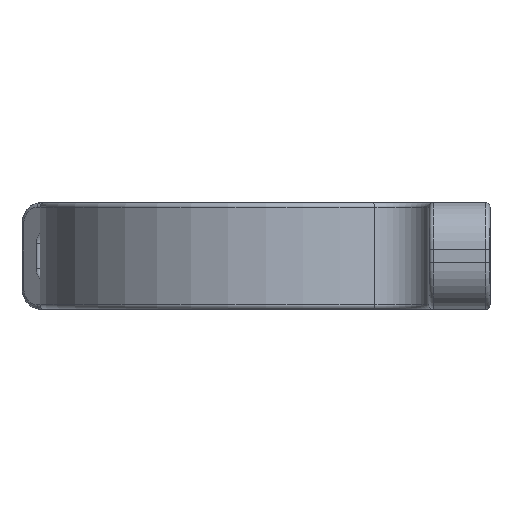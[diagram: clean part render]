
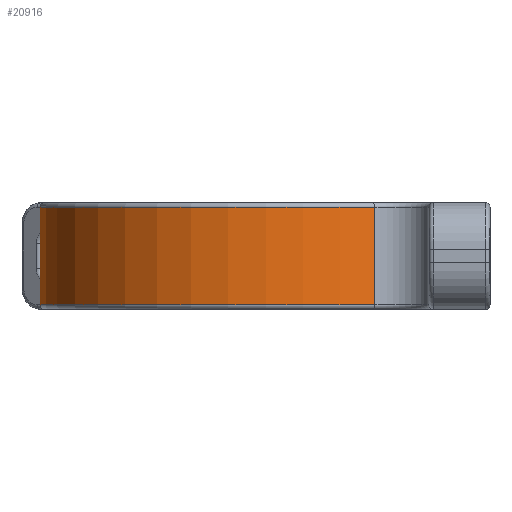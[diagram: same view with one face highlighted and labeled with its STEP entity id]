
A CAD part, left-side view. The second image highlights one B-rep face of the part: STEP entity #20916.
In plain terms, the highlighted cylindrical face has radius 30.75 mm (diameter 61.5 mm), a partial arc.
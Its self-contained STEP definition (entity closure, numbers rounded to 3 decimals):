
#5168=DIRECTION('',(0.,0.,1.));
#5169=VECTOR('',#5168,13.3);
#5170=CARTESIAN_POINT('',(-26.934,-15.287,-6.65));
#5171=LINE('',#5170,#5169);
#5172=CARTESIAN_POINT('',(0.,-0.45,-6.65));
#5173=DIRECTION('',(0.,0.,-1.));
#5174=DIRECTION('',(-0.876,-0.483,0.));
#5175=AXIS2_PLACEMENT_3D('',#5172,#5173,#5174);
#5177=DIRECTION('',(0.,0.,1.));
#5178=VECTOR('',#5177,13.3);
#5179=CARTESIAN_POINT('',(8.368,29.139,-6.65));
#5180=LINE('',#5179,#5178);
#5181=CARTESIAN_POINT('',(0.,-0.45,6.65));
#5182=DIRECTION('',(0.,0.,1.));
#5183=DIRECTION('',(0.272,0.962,0.));
#5184=AXIS2_PLACEMENT_3D('',#5181,#5182,#5183);
#13190=CARTESIAN_POINT('',(-26.934,-15.287,6.65));
#13192=VERTEX_POINT('',#13190);
#13216=CARTESIAN_POINT('',(-26.934,-15.287,-6.65));
#13217=VERTEX_POINT('',#13216);
#13220=CARTESIAN_POINT('',(8.368,29.139,-6.65));
#13221=VERTEX_POINT('',#13220);
#13248=CARTESIAN_POINT('',(8.368,29.139,6.65));
#13249=VERTEX_POINT('',#13248);
#20903=CARTESIAN_POINT('',(0.,-0.45,-7.25));
#20904=DIRECTION('',(0.,0.,1.));
#20905=DIRECTION('',(1.,0.,0.));
#20906=AXIS2_PLACEMENT_3D('',#20903,#20904,#20905);
#20907=CYLINDRICAL_SURFACE('',#20906,30.75);
#20908=ORIENTED_EDGE('',*,*,#14618,.T.);
#20910=ORIENTED_EDGE('',*,*,#20909,.T.);
#20912=ORIENTED_EDGE('',*,*,#20911,.T.);
#20913=ORIENTED_EDGE('',*,*,#20898,.F.);
#20914=EDGE_LOOP('',(#20908,#20910,#20912,#20913));
#20915=FACE_OUTER_BOUND('',#20914,.F.);
#20916=ADVANCED_FACE('',(#20915),#20907,.T.);
#5176=CIRCLE('',#5175,30.75);
#5185=CIRCLE('',#5184,30.75);
#14618=EDGE_CURVE('',#13217,#13221,#5176,.T.);
#20898=EDGE_CURVE('',#13217,#13192,#5171,.T.);
#20909=EDGE_CURVE('',#13221,#13249,#5180,.T.);
#20911=EDGE_CURVE('',#13249,#13192,#5185,.T.);
